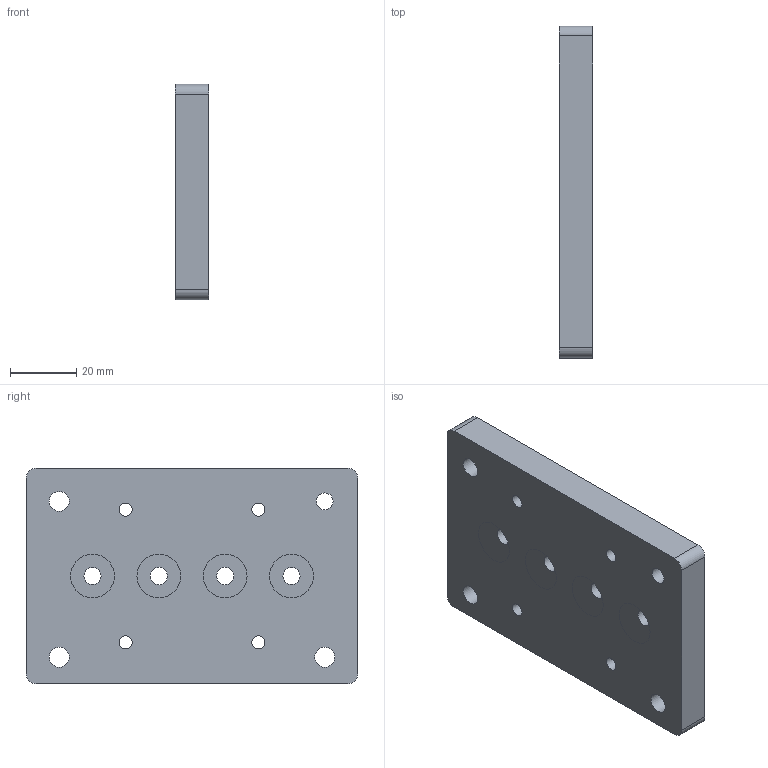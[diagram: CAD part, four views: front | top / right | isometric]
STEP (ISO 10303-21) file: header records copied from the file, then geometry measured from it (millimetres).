
FILE_DESCRIPTION(/* description */ (''),/* implementation_level */ '2;1');
FILE_NAME(/* name */ 'Z_Tram_Plate.step',/* time_stamp */ '2021-08-05T09:15:10-05:00',/* author */ (''),/* organization */ (''),/* preprocessor_version */ 'ST-DEVELOPER v18.1',/* originating_system */ 'Autodesk Translation Framework v10.9.0.1377',/* authorisation */ '');
FILE_SCHEMA (('AUTOMOTIVE_DESIGN { 1 0 10303 214 3 1 1 }'));
Length unit declared in the file: millimetre
Products named in the file (1): Z_Tram_Plate
Bounding box: 10 x 100 x 65 mm (x, y, z)
Volume: 61727.2 mm3; surface area: 17564.1 mm2
Topology: 1 solids, 1 shells, 26 faces, 68 edges, 44 vertices
Faces by surface type: cylinder 16, plane 6, cone 4
Full cylindrical faces by diameter (mm): 4 x4, 5.1 x1, 5.2 x4, 6 x3
Entity records: 904 total; most frequent: DIRECTION 158, CARTESIAN_POINT 139, ORIENTED_EDGE 136, EDGE_CURVE 68, AXIS2_PLACEMENT_3D 63, EDGE_LOOP 50, VERTEX_POINT 44, CIRCLE 36
